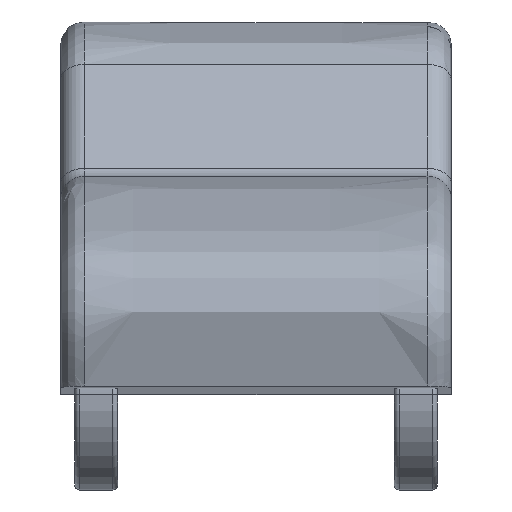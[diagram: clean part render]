
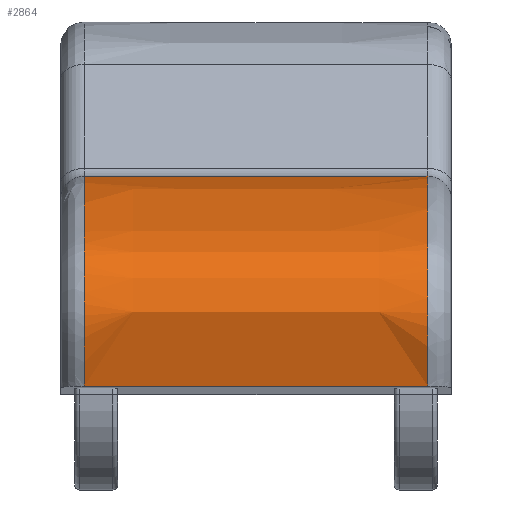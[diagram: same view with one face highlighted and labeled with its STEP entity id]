
A CAD part, left-side view. The second image highlights one B-rep face of the part: STEP entity #2864.
In plain terms, the highlighted face is a extrusion surface.
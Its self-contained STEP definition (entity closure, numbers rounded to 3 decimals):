
#1464=CARTESIAN_POINT('Vertex',(-25.583,-36.,1.809)) ;
#1467=CARTESIAN_POINT('Line Origine',(-25.583,0.,1.809)) ;
#1471=CARTESIAN_POINT('Vertex',(-25.583,36.,1.809)) ;
#2112=CARTESIAN_POINT('Vertex',(41.911,-36.,45.814)) ;
#2723=CARTESIAN_POINT('Control Point',(-25.583,-36.,1.809)) ;
#2724=CARTESIAN_POINT('Control Point',(-25.601,-36.,1.853)) ;
#2725=CARTESIAN_POINT('Control Point',(-25.62,-36.,1.898)) ;
#2726=CARTESIAN_POINT('Control Point',(-25.638,-36.,1.941)) ;
#2727=CARTESIAN_POINT('Control Point',(-25.818,-36.,2.382)) ;
#2728=CARTESIAN_POINT('Control Point',(-25.996,-36.,2.825)) ;
#2729=CARTESIAN_POINT('Control Point',(-26.158,-36.,3.235)) ;
#2730=CARTESIAN_POINT('Control Point',(-26.601,-36.,4.381)) ;
#2731=CARTESIAN_POINT('Control Point',(-27.026,-36.,5.544)) ;
#2732=CARTESIAN_POINT('Control Point',(-27.291,-36.,6.297)) ;
#2733=CARTESIAN_POINT('Control Point',(-27.747,-36.,7.65)) ;
#2734=CARTESIAN_POINT('Control Point',(-28.166,-36.,9.043)) ;
#2735=CARTESIAN_POINT('Control Point',(-28.341,-36.,9.662)) ;
#2736=CARTESIAN_POINT('Control Point',(-28.663,-36.,10.904)) ;
#2737=CARTESIAN_POINT('Control Point',(-28.923,-36.,12.186)) ;
#2738=CARTESIAN_POINT('Control Point',(-29.032,-36.,12.833)) ;
#2739=CARTESIAN_POINT('Control Point',(-29.201,-36.,14.125)) ;
#2740=CARTESIAN_POINT('Control Point',(-29.259,-36.,15.443)) ;
#2741=CARTESIAN_POINT('Control Point',(-29.257,-36.,16.096)) ;
#2742=CARTESIAN_POINT('Control Point',(-29.194,-36.,17.218)) ;
#2743=CARTESIAN_POINT('Control Point',(-29.039,-36.,18.323)) ;
#2744=CARTESIAN_POINT('Control Point',(-28.959,-36.,18.78)) ;
#2745=CARTESIAN_POINT('Control Point',(-28.748,-36.,19.793)) ;
#2746=CARTESIAN_POINT('Control Point',(-28.479,-36.,20.777)) ;
#2747=CARTESIAN_POINT('Control Point',(-28.315,-36.,21.315)) ;
#2748=CARTESIAN_POINT('Control Point',(-27.963,-36.,22.376)) ;
#2749=CARTESIAN_POINT('Control Point',(-27.566,-36.,23.414)) ;
#2750=CARTESIAN_POINT('Control Point',(-27.356,-36.,23.931)) ;
#2751=CARTESIAN_POINT('Control Point',(-26.946,-36.,24.888)) ;
#2752=CARTESIAN_POINT('Control Point',(-26.482,-36.,25.845)) ;
#2753=CARTESIAN_POINT('Control Point',(-26.252,-36.,26.289)) ;
#2754=CARTESIAN_POINT('Control Point',(-25.816,-36.,27.072)) ;
#2755=CARTESIAN_POINT('Control Point',(-25.314,-36.,27.842)) ;
#2756=CARTESIAN_POINT('Control Point',(-25.081,-36.,28.173)) ;
#2757=CARTESIAN_POINT('Control Point',(-24.678,-36.,28.7)) ;
#2758=CARTESIAN_POINT('Control Point',(-24.234,-36.,29.203)) ;
#2759=CARTESIAN_POINT('Control Point',(-24.056,-36.,29.392)) ;
#2760=CARTESIAN_POINT('Control Point',(-23.69,-36.,29.761)) ;
#2761=CARTESIAN_POINT('Control Point',(-23.304,-36.,30.108)) ;
#2762=CARTESIAN_POINT('Control Point',(-23.107,-36.,30.275)) ;
#2763=CARTESIAN_POINT('Control Point',(-22.598,-36.,30.682)) ;
#2764=CARTESIAN_POINT('Control Point',(-22.072,-36.,31.05)) ;
#2765=CARTESIAN_POINT('Control Point',(-21.749,-36.,31.258)) ;
#2766=CARTESIAN_POINT('Control Point',(-21.066,-36.,31.671)) ;
#2767=CARTESIAN_POINT('Control Point',(-20.386,-36.,32.036)) ;
#2768=CARTESIAN_POINT('Control Point',(-20.029,-36.,32.217)) ;
#2769=CARTESIAN_POINT('Control Point',(-19.175,-36.,32.635)) ;
#2770=CARTESIAN_POINT('Control Point',(-18.342,-36.,33.014)) ;
#2771=CARTESIAN_POINT('Control Point',(-17.866,-36.,33.225)) ;
#2772=CARTESIAN_POINT('Control Point',(-16.869,-36.,33.665)) ;
#2773=CARTESIAN_POINT('Control Point',(-15.882,-36.,34.094)) ;
#2774=CARTESIAN_POINT('Control Point',(-15.375,-36.,34.313)) ;
#2775=CARTESIAN_POINT('Control Point',(-14.349,-36.,34.755)) ;
#2776=CARTESIAN_POINT('Control Point',(-13.325,-36.,35.191)) ;
#2777=CARTESIAN_POINT('Control Point',(-12.814,-36.,35.406)) ;
#2778=CARTESIAN_POINT('Control Point',(-9.27,-36.,36.891)) ;
#2779=CARTESIAN_POINT('Control Point',(-5.729,-36.,38.284)) ;
#2780=CARTESIAN_POINT('Control Point',(-2.678,-36.,39.389)) ;
#2781=CARTESIAN_POINT('Control Point',(3.213,-36.,41.296)) ;
#2782=CARTESIAN_POINT('Control Point',(9.292,-36.,42.81)) ;
#2783=CARTESIAN_POINT('Control Point',(12.221,-36.,43.435)) ;
#2784=CARTESIAN_POINT('Control Point',(19.681,-36.,44.767)) ;
#2785=CARTESIAN_POINT('Control Point',(27.429,-36.,45.534)) ;
#2786=CARTESIAN_POINT('Control Point',(32.185,-36.,45.801)) ;
#2787=CARTESIAN_POINT('Control Point',(37.015,-36.,45.889)) ;
#2788=CARTESIAN_POINT('Control Point',(41.911,-36.,45.814)) ;
#2798=CARTESIAN_POINT('Control Point',(-25.583,0.,1.809)) ;
#2799=CARTESIAN_POINT('Control Point',(-26.033,0.,2.9)) ;
#2800=CARTESIAN_POINT('Control Point',(-26.469,0.,4.012)) ;
#2801=CARTESIAN_POINT('Control Point',(-26.891,0.,5.148)) ;
#2802=CARTESIAN_POINT('Control Point',(-27.975,0.,8.219)) ;
#2803=CARTESIAN_POINT('Control Point',(-28.859,0.,11.414)) ;
#2804=CARTESIAN_POINT('Control Point',(-29.267,0.,13.429)) ;
#2805=CARTESIAN_POINT('Control Point',(-29.421,0.,16.864)) ;
#2806=CARTESIAN_POINT('Control Point',(-28.707,0.,20.213)) ;
#2807=CARTESIAN_POINT('Control Point',(-28.259,0.,21.622)) ;
#2808=CARTESIAN_POINT('Control Point',(-27.282,0.,24.3)) ;
#2809=CARTESIAN_POINT('Control Point',(-26.002,0.,26.855)) ;
#2810=CARTESIAN_POINT('Control Point',(-25.324,0.,27.995)) ;
#2811=CARTESIAN_POINT('Control Point',(-23.681,0.,30.014)) ;
#2812=CARTESIAN_POINT('Control Point',(-21.526,0.,31.495)) ;
#2813=CARTESIAN_POINT('Control Point',(-20.328,0.,32.107)) ;
#2814=CARTESIAN_POINT('Control Point',(-18.581,0.,32.915)) ;
#2815=CARTESIAN_POINT('Control Point',(-16.843,0.,33.676)) ;
#2816=CARTESIAN_POINT('Control Point',(-16.321,0.,33.903)) ;
#2817=CARTESIAN_POINT('Control Point',(-5.109,0.,38.769)) ;
#2818=CARTESIAN_POINT('Control Point',(4.992,0.,42.583)) ;
#2819=CARTESIAN_POINT('Control Point',(15.926,0.,44.946)) ;
#2820=CARTESIAN_POINT('Control Point',(28.231,0.,46.023)) ;
#2821=CARTESIAN_POINT('Control Point',(41.911,0.,45.814)) ;
#2825=CARTESIAN_POINT('Line Origine',(41.911,0.,45.814)) ;
#2829=CARTESIAN_POINT('Vertex',(41.911,36.,45.814)) ;
#2833=CARTESIAN_POINT('Control Point',(41.911,36.,45.814)) ;
#2834=CARTESIAN_POINT('Control Point',(28.231,36.,46.023)) ;
#2835=CARTESIAN_POINT('Control Point',(15.926,36.,44.946)) ;
#2836=CARTESIAN_POINT('Control Point',(4.992,36.,42.583)) ;
#2837=CARTESIAN_POINT('Control Point',(-5.109,36.,38.769)) ;
#2838=CARTESIAN_POINT('Control Point',(-16.321,36.,33.903)) ;
#2839=CARTESIAN_POINT('Control Point',(-16.843,36.,33.676)) ;
#2840=CARTESIAN_POINT('Control Point',(-18.581,36.,32.915)) ;
#2841=CARTESIAN_POINT('Control Point',(-20.328,36.,32.107)) ;
#2842=CARTESIAN_POINT('Control Point',(-21.526,36.,31.495)) ;
#2843=CARTESIAN_POINT('Control Point',(-23.681,36.,30.014)) ;
#2844=CARTESIAN_POINT('Control Point',(-25.324,36.,27.995)) ;
#2845=CARTESIAN_POINT('Control Point',(-26.002,36.,26.855)) ;
#2846=CARTESIAN_POINT('Control Point',(-27.282,36.,24.3)) ;
#2847=CARTESIAN_POINT('Control Point',(-28.259,36.,21.622)) ;
#2848=CARTESIAN_POINT('Control Point',(-28.707,36.,20.213)) ;
#2849=CARTESIAN_POINT('Control Point',(-29.421,36.,16.864)) ;
#2850=CARTESIAN_POINT('Control Point',(-29.267,36.,13.429)) ;
#2851=CARTESIAN_POINT('Control Point',(-28.859,36.,11.414)) ;
#2852=CARTESIAN_POINT('Control Point',(-27.975,36.,8.219)) ;
#2853=CARTESIAN_POINT('Control Point',(-26.891,36.,5.148)) ;
#2854=CARTESIAN_POINT('Control Point',(-26.469,36.,4.012)) ;
#2855=CARTESIAN_POINT('Control Point',(-26.033,36.,2.9)) ;
#2856=CARTESIAN_POINT('Control Point',(-25.583,36.,1.809)) ;
#1468=DIRECTION('Vector Direction',(0.,1.,0.)) ;
#2822=DIRECTION('Vector Direction',(0.,1.,0.)) ;
#2826=DIRECTION('Vector Direction',(0.,1.,0.)) ;
#2859=ORIENTED_EDGE('',*,*,#1473,.F.) ;
#2860=ORIENTED_EDGE('',*,*,#2789,.F.) ;
#2861=ORIENTED_EDGE('',*,*,#2831,.F.) ;
#2862=ORIENTED_EDGE('',*,*,#2857,.T.) ;
#1469=VECTOR('Line Direction',#1468,1.) ;
#2823=VECTOR('Extrusion Surface Vector',#2822,1.) ;
#2827=VECTOR('Line Direction',#2826,1.) ;
#2864=ADVANCED_FACE('PartBody',(#2863),#2824,.T.) ;
#2722=B_SPLINE_CURVE_WITH_KNOTS('',5,(#2723,#2724,#2725,#2726,#2727,#2728,#2729,#2730,#2731,#2732,#2733,#2734,#2735,#2736,#2737,#2738,#2739,#2740,#2741,#2742,#2743,#2744,#2745,#2746,#2747,#2748,#2749,#2750,#2751,#2752,#2753,#2754,#2755,#2756,#2757,#2758,#2759,#2760,#2761,#2762,#2763,#2764,#2765,#2766,#2767,#2768,#2769,#2770,#2771,#2772,#2773,#2774,#2775,#2776,#2777,#2778,#2779,#2780,#2781,#2782,#2783,#2784,#2785,#2786,#2787,#2788),.UNSPECIFIED.,.F.,.U.,(6,3,3,3,3,3,3,3,3,3,3,3,3,3,3,3,3,3,3,3,3,6),(29.76,30.022,33.07,38.493,42.702,46.827,50.854,53.735,57.334,60.941,64.045,66.429,67.927,69.426,71.722,74.274,77.896,81.849,85.791,109.199,130.295,162.038),.UNSPECIFIED.) ;
#2797=B_SPLINE_CURVE_WITH_KNOTS('',5,(#2798,#2799,#2800,#2801,#2802,#2803,#2804,#2805,#2806,#2807,#2808,#2809,#2810,#2811,#2812,#2813,#2814,#2815,#2816,#2817,#2818,#2819,#2820,#2821),.UNSPECIFIED.,.F.,.U.,(6,3,3,3,3,3,3,6),(0.,6.049,16.031,23.387,29.896,36.479,39.324,97.944),.UNSPECIFIED.) ;
#2832=B_SPLINE_CURVE_WITH_KNOTS('',5,(#2833,#2834,#2835,#2836,#2837,#2838,#2839,#2840,#2841,#2842,#2843,#2844,#2845,#2846,#2847,#2848,#2849,#2850,#2851,#2852,#2853,#2854,#2855,#2856),.UNSPECIFIED.,.F.,.U.,(6,3,3,3,3,3,3,6),(-33.392,25.228,28.073,34.656,41.165,48.522,58.503,64.552),.UNSPECIFIED.) ;
#1473=EDGE_CURVE('',#1465,#1472,#1470,.T.) ;
#2789=EDGE_CURVE('',#2113,#1465,#2722,.F.) ;
#2831=EDGE_CURVE('',#2830,#2113,#2828,.F.) ;
#2857=EDGE_CURVE('',#2830,#1472,#2832,.T.) ;
#2858=EDGE_LOOP('',(#2859,#2860,#2861,#2862)) ;
#2863=FACE_OUTER_BOUND('',#2858,.T.) ;
#1470=LINE('Line',#1467,#1469) ;
#2828=LINE('Line',#2825,#2827) ;
#2824=SURFACE_OF_LINEAR_EXTRUSION('generated tabulated cylinder',#2797,#2823) ;
#1465=VERTEX_POINT('',#1464) ;
#1472=VERTEX_POINT('',#1471) ;
#2113=VERTEX_POINT('',#2112) ;
#2830=VERTEX_POINT('',#2829) ;
